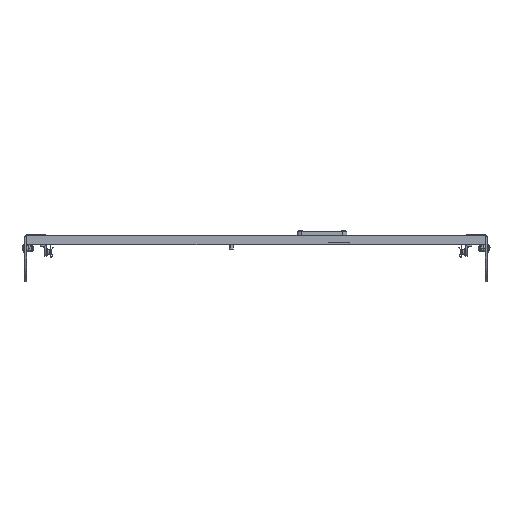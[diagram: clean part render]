
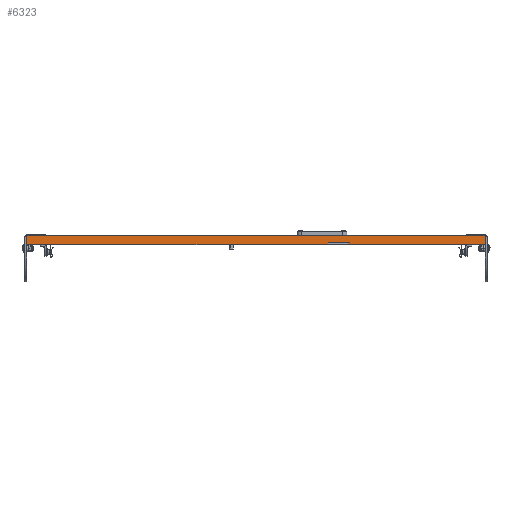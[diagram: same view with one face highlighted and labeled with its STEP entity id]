
A CAD part, top view. The second image highlights one B-rep face of the part: STEP entity #6323.
In plain terms, the highlighted planar face has unit normal (0, 0, 1).
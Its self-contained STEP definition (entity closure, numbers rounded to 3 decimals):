
#65 = VERTEX_POINT ( 'NONE', #6310 ) ;
#631 = ORIENTED_EDGE ( 'NONE', *, *, #3586, .T. ) ;
#760 = EDGE_CURVE ( 'NONE', #3987, #65, #8066, .T. ) ;
#1111 = FACE_OUTER_BOUND ( 'NONE', #10577, .T. ) ;
#1274 = CARTESIAN_POINT ( 'NONE',  ( -277.5, 10., 226.5 ) ) ;
#1522 = ORIENTED_EDGE ( 'NONE', *, *, #2835, .T. ) ;
#2318 = DIRECTION ( 'NONE',  ( -1., 0., 0. ) ) ;
#2556 = PLANE ( 'NONE',  #11599 ) ;
#2747 = LINE ( 'NONE', #10050, #6019 ) ;
#2835 = EDGE_CURVE ( 'NONE', #4162, #14252, #9453, .T. ) ;
#3586 = EDGE_CURVE ( 'NONE', #12586, #8212, #5652, .T. ) ;
#3683 = EDGE_CURVE ( 'NONE', #65, #11789, #2747, .T. ) ;
#3987 = VERTEX_POINT ( 'NONE', #13615 ) ;
#4162 = VERTEX_POINT ( 'NONE', #12019 ) ;
#4229 = DIRECTION ( 'NONE',  ( 1., 0., 0. ) ) ;
#4667 = LINE ( 'NONE', #14114, #15446 ) ;
#4863 = EDGE_CURVE ( 'NONE', #10448, #11789, #4667, .T. ) ;
#5208 = CARTESIAN_POINT ( 'NONE',  ( -277.5, 0., 226.5 ) ) ;
#5367 = CARTESIAN_POINT ( 'NONE',  ( -277.5, 2., 226.5 ) ) ;
#5605 = DIRECTION ( 'NONE',  ( -1., 0., 0. ) ) ;
#5652 = LINE ( 'NONE', #10631, #9566 ) ;
#6019 = VECTOR ( 'NONE', #14902, 1000. ) ;
#6310 = CARTESIAN_POINT ( 'NONE',  ( 112.5, 0., 226.5 ) ) ;
#6323 = ADVANCED_FACE ( 'NONE', ( #1111 ), #2556, .F. ) ;
#6548 = LINE ( 'NONE', #5367, #14654 ) ;
#6742 = CARTESIAN_POINT ( 'NONE',  ( -277.5, 10., 226.5 ) ) ;
#6781 = DIRECTION ( 'NONE',  ( 0., -1., 0. ) ) ;
#6831 = ORIENTED_EDGE ( 'NONE', *, *, #3683, .T. ) ;
#7362 = DIRECTION ( 'NONE',  ( 1., 0., 0. ) ) ;
#7413 = DIRECTION ( 'NONE',  ( 0., 0., -1. ) ) ;
#7671 = VECTOR ( 'NONE', #10714, 1000. ) ;
#7836 = VECTOR ( 'NONE', #7362, 1000. ) ;
#7942 = DIRECTION ( 'NONE',  ( 0., -1., 0. ) ) ;
#8001 = EDGE_CURVE ( 'NONE', #3987, #14252, #6548, .T. ) ;
#8066 = LINE ( 'NONE', #15207, #13071 ) ;
#8212 = VERTEX_POINT ( 'NONE', #10899 ) ;
#8270 = DIRECTION ( 'NONE',  ( 0., -1., 0. ) ) ;
#8438 = CARTESIAN_POINT ( 'NONE',  ( 87.5, 10., 226.5 ) ) ;
#9453 = LINE ( 'NONE', #8438, #7671 ) ;
#9460 = EDGE_CURVE ( 'NONE', #8212, #4162, #12511, .T. ) ;
#9517 = EDGE_CURVE ( 'NONE', #12586, #10448, #15116, .T. ) ;
#9566 = VECTOR ( 'NONE', #8270, 1000. ) ;
#10050 = CARTESIAN_POINT ( 'NONE',  ( -277.5, 0., 226.5 ) ) ;
#10448 = VERTEX_POINT ( 'NONE', #11325 ) ;
#10577 = EDGE_LOOP ( 'NONE', ( #13833, #1522, #14523, #15220, #6831, #11294, #11144, #631 ) ) ;
#10631 = CARTESIAN_POINT ( 'NONE',  ( -277.5, 10., 226.5 ) ) ;
#10714 = DIRECTION ( 'NONE',  ( 0., 1., 0. ) ) ;
#10899 = CARTESIAN_POINT ( 'NONE',  ( -277.5, 0., 226.5 ) ) ;
#11144 = ORIENTED_EDGE ( 'NONE', *, *, #9517, .F. ) ;
#11294 = ORIENTED_EDGE ( 'NONE', *, *, #4863, .F. ) ;
#11325 = CARTESIAN_POINT ( 'NONE',  ( 277.5, 10., 226.5 ) ) ;
#11599 = AXIS2_PLACEMENT_3D ( 'NONE', #1274, #7413, #2318 ) ;
#11789 = VERTEX_POINT ( 'NONE', #14101 ) ;
#12019 = CARTESIAN_POINT ( 'NONE',  ( 87.5, 0., 226.5 ) ) ;
#12511 = LINE ( 'NONE', #5208, #7836 ) ;
#12586 = VERTEX_POINT ( 'NONE', #6742 ) ;
#12663 = CARTESIAN_POINT ( 'NONE',  ( -277.5, 10., 226.5 ) ) ;
#13071 = VECTOR ( 'NONE', #6781, 1000. ) ;
#13615 = CARTESIAN_POINT ( 'NONE',  ( 112.5, 2., 226.5 ) ) ;
#13833 = ORIENTED_EDGE ( 'NONE', *, *, #9460, .T. ) ;
#13905 = CARTESIAN_POINT ( 'NONE',  ( 87.5, 2., 226.5 ) ) ;
#14101 = CARTESIAN_POINT ( 'NONE',  ( 277.5, 0., 226.5 ) ) ;
#14114 = CARTESIAN_POINT ( 'NONE',  ( 277.5, 10., 226.5 ) ) ;
#14252 = VERTEX_POINT ( 'NONE', #13905 ) ;
#14523 = ORIENTED_EDGE ( 'NONE', *, *, #8001, .F. ) ;
#14654 = VECTOR ( 'NONE', #5605, 1000. ) ;
#14902 = DIRECTION ( 'NONE',  ( 1., 0., 0. ) ) ;
#15116 = LINE ( 'NONE', #12663, #15440 ) ;
#15207 = CARTESIAN_POINT ( 'NONE',  ( 112.5, 10., 226.5 ) ) ;
#15220 = ORIENTED_EDGE ( 'NONE', *, *, #760, .T. ) ;
#15440 = VECTOR ( 'NONE', #4229, 1000. ) ;
#15446 = VECTOR ( 'NONE', #7942, 1000. ) ;
